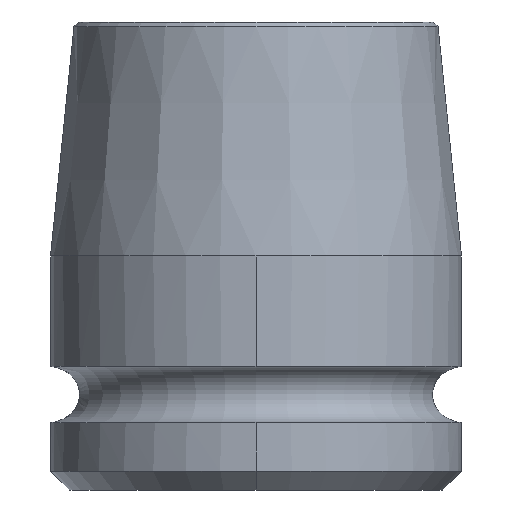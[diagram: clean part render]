
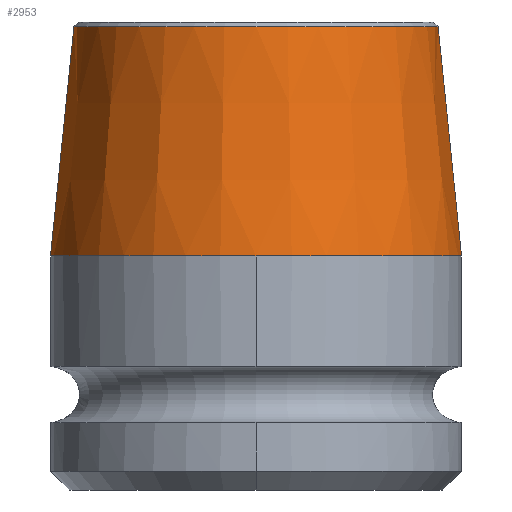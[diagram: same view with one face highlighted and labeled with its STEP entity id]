
A CAD part, left-side view. The second image highlights one B-rep face of the part: STEP entity #2953.
In plain terms, the highlighted conical face has half-angle 5.824 degrees and reference radius 20.7 mm.
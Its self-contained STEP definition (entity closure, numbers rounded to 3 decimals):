
#296=CARTESIAN_POINT('',(0.,0.,25.));
#297=DIRECTION('',(0.,0.,1.));
#298=DIRECTION('',(0.,1.,0.));
#299=AXIS2_PLACEMENT_3D('',#296,#297,#298);
#462=CARTESIAN_POINT('',(0.,0.,25.));
#463=DIRECTION('',(0.,0.,1.));
#464=DIRECTION('',(-1.,0.,0.));
#465=AXIS2_PLACEMENT_3D('',#462,#463,#464);
#1562=CARTESIAN_POINT('',(0.,0.,49.503));
#1563=DIRECTION('',(0.,0.,1.));
#1564=DIRECTION('',(0.,1.,0.));
#1565=AXIS2_PLACEMENT_3D('',#1562,#1563,#1564);
#1570=DIRECTION('',(0.,0.101,0.995));
#1571=VECTOR('',#1570,24.63);
#1572=CARTESIAN_POINT('',(0.,-21.95,25.));
#1573=LINE('',#1572,#1571);
#1577=DIRECTION('',(0.,-0.101,0.995));
#1578=VECTOR('',#1577,24.63);
#1579=CARTESIAN_POINT('',(0.,21.95,25.));
#1580=LINE('',#1579,#1578);
#1954=CARTESIAN_POINT('',(0.,21.95,25.));
#1956=VERTEX_POINT('',#1954);
#1957=CARTESIAN_POINT('',(-21.95,0.,25.));
#1958=VERTEX_POINT('',#1957);
#1959=CARTESIAN_POINT('',(0.,-21.95,25.));
#1960=VERTEX_POINT('',#1959);
#1965=CARTESIAN_POINT('',(0.,19.451,49.503));
#1966=CARTESIAN_POINT('',(0.,-19.451,49.503));
#1967=VERTEX_POINT('',#1965);
#1968=VERTEX_POINT('',#1966);
#2941=CARTESIAN_POINT('',(0.,0.,37.251));
#2942=DIRECTION('',(0.,0.,-1.));
#2943=DIRECTION('',(0.,-1.,0.));
#2944=AXIS2_PLACEMENT_3D('',#2941,#2942,#2943);
#2945=CONICAL_SURFACE('',#2944,20.7,5.824);
#2946=ORIENTED_EDGE('',*,*,#2906,.T.);
#2947=ORIENTED_EDGE('',*,*,#2936,.F.);
#2948=ORIENTED_EDGE('',*,*,#2173,.F.);
#2949=ORIENTED_EDGE('',*,*,#2121,.F.);
#2950=ORIENTED_EDGE('',*,*,#2932,.T.);
#2951=EDGE_LOOP('',(#2946,#2947,#2948,#2949,#2950));
#2952=FACE_OUTER_BOUND('',#2951,.F.);
#2953=ADVANCED_FACE('',(#2952),#2945,.T.);
#300=CIRCLE('',#299,21.95);
#466=CIRCLE('',#465,21.95);
#1566=CIRCLE('',#1565,19.451);
#2121=EDGE_CURVE('',#1956,#1958,#300,.T.);
#2173=EDGE_CURVE('',#1958,#1960,#466,.T.);
#2906=EDGE_CURVE('',#1967,#1968,#1566,.T.);
#2932=EDGE_CURVE('',#1956,#1967,#1580,.T.);
#2936=EDGE_CURVE('',#1960,#1968,#1573,.T.);
